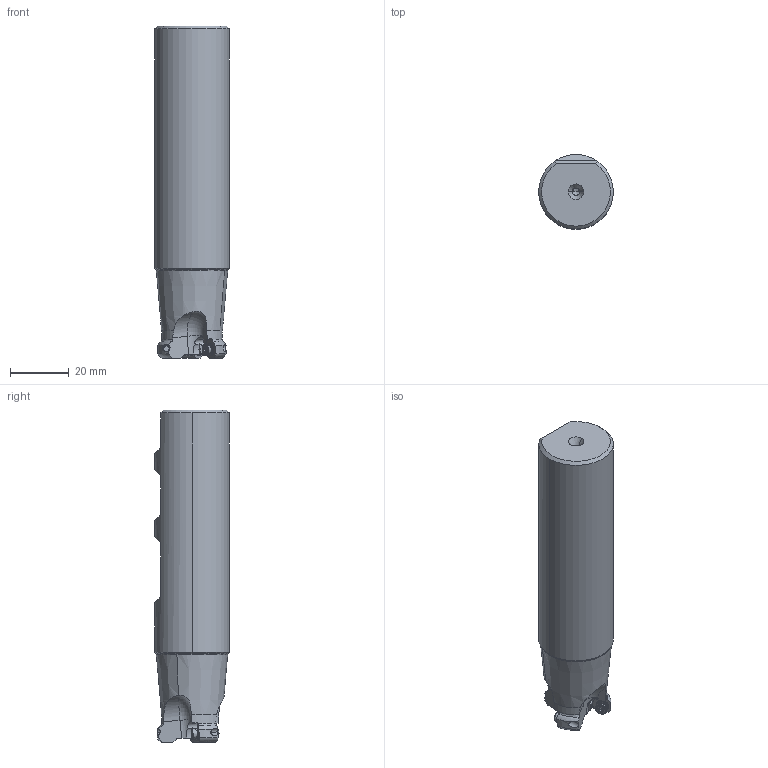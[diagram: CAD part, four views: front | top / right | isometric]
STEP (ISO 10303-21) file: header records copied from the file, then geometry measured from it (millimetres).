
FILE_DESCRIPTION((''),'2;1');
FILE_NAME('BRP3UNR163W16_ASM','2021-08-05T13:31:34',('tlyw01'),('PTC Japan'),'CREO PARAMETRIC BY PTC INC, 2018500','CREO PARAMETRIC BY PTC INC, 2018500','');
FILE_SCHEMA(('AUTOMOTIVE_DESIGN { 1 0 10303 214 1 1 1 1 }'));
Length unit declared in the file: millimetre
Products named in the file (5): BRP3UNR163W16_1; BRP3UNR163W16_2; BRP3UNR163W16_3; BRP3UNR163W16_4; BRP3UNR163W16_ASM
Assembly tree (4 placements, depth 2):
  BRP3UNR163W16_ASM
    BRP3UNR163W16_1
    BRP3UNR163W16_2
    BRP3UNR163W16_3
    BRP3UNR163W16_4
Bounding box: 25.4 x 25.4 x 113.05 mm (x, y, z)
Volume: 50543.6 mm3; surface area: 9966.9 mm2
Topology: 4 solids, 4 shells, 254 faces, 675 edges, 426 vertices
Faces by surface type: cylinder 105, plane 59, cone 49, torus 35, sphere 6
Entity records: 11542 total; most frequent: CARTESIAN_POINT 3068, ORIENTED_EDGE 1330, DIRECTION 1277, EDGE_CURVE 665, PRESENTATION_STYLE_ASSIGNMENT 552, STYLED_ITEM 552, AXIS2_PLACEMENT_3D 533, CURVE_STYLE 461
